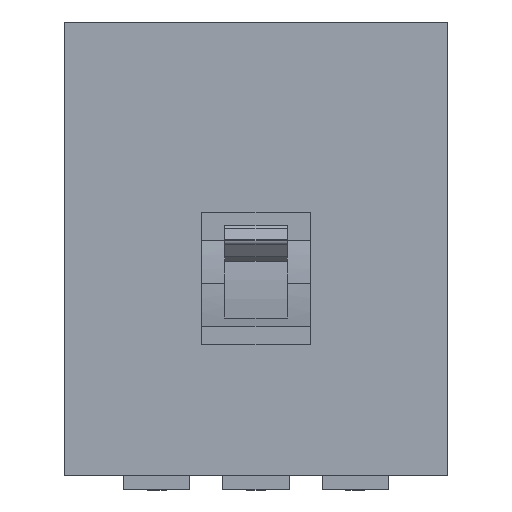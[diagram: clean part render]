
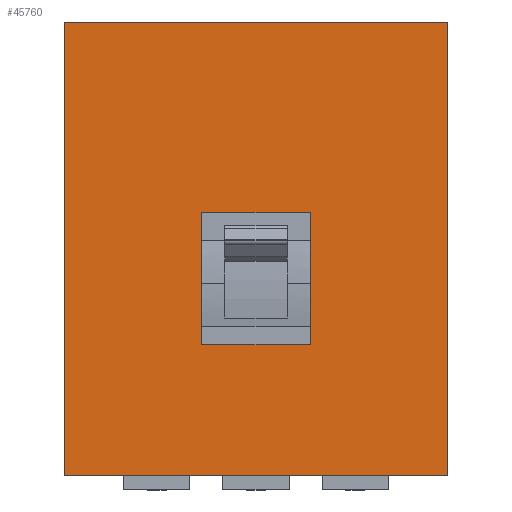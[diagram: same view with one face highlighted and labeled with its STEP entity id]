
A CAD part, top view. The second image highlights one B-rep face of the part: STEP entity #45760.
In plain terms, the highlighted planar face has unit normal (0, 0, 1).
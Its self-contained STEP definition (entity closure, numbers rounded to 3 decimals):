
#32020=CARTESIAN_POINT('',(406.,480.,-56.5));
#32030=VERTEX_POINT('',#32020);
#32180=CARTESIAN_POINT('',(406.,0.,-56.5));
#32190=VERTEX_POINT('',#32180);
#32220=CARTESIAN_POINT('',(406.,0.,-56.5));
#32230=DIRECTION('',(0.,-1.,0.));
#32240=VECTOR('',#32230,1.);
#32250=LINE('',#32220,#32240);
#32260=EDGE_CURVE('',#32030,#32190,#32250,.T.);
#32360=CARTESIAN_POINT('',(0.,0.,-56.5));
#32370=DIRECTION('',(0.,-1.,0.));
#32380=VECTOR('',#32370,1.);
#32390=LINE('',#32360,#32380);
#32400=CARTESIAN_POINT('',(0.,480.,-56.5));
#32410=VERTEX_POINT('',#32400);
#32420=CARTESIAN_POINT('',(0.,0.,-56.5));
#32430=VERTEX_POINT('',#32420);
#32440=EDGE_CURVE('',#32410,#32430,#32390,.T.);
#33160=CARTESIAN_POINT('',(0.,480.,-56.5));
#33170=DIRECTION('',(1.,0.,0.));
#33180=VECTOR('',#33170,1.);
#33190=LINE('',#33160,#33180);
#33200=EDGE_CURVE('',#32410,#32030,#33190,.T.);
#36600=CARTESIAN_POINT('',(0.,0.,-56.5));
#36610=DIRECTION('',(-1.,0.,0.));
#36620=VECTOR('',#36610,1.);
#36630=LINE('',#36600,#36620);
#36640=EDGE_CURVE('',#32190,#32430,#36630,.T.);
#39160=CARTESIAN_POINT('',(0.,138.,-56.5));
#39170=DIRECTION('',(1.,0.,0.));
#39180=VECTOR('',#39170,1.);
#39190=LINE('',#39160,#39180);
#39200=CARTESIAN_POINT('',(145.5,138.,-56.5));
#39210=VERTEX_POINT('',#39200);
#39220=CARTESIAN_POINT('',(260.5,138.,-56.5));
#39230=VERTEX_POINT('',#39220);
#39240=EDGE_CURVE('',#39210,#39230,#39190,.T.);
#39790=CARTESIAN_POINT('',(260.5,278.,-56.5));
#39800=VERTEX_POINT('',#39790);
#39830=CARTESIAN_POINT('',(260.5,0.,-56.5));
#39840=DIRECTION('',(0.,1.,0.));
#39850=VECTOR('',#39840,1.);
#39860=LINE('',#39830,#39850);
#39870=EDGE_CURVE('',#39230,#39800,#39860,.T.);
#40240=CARTESIAN_POINT('',(145.5,278.,-56.5));
#40250=VERTEX_POINT('',#40240);
#40280=CARTESIAN_POINT('',(0.,278.,-56.5));
#40290=DIRECTION('',(-1.,0.,0.));
#40300=VECTOR('',#40290,1.);
#40310=LINE('',#40280,#40300);
#40320=EDGE_CURVE('',#39800,#40250,#40310,.T.);
#40810=CARTESIAN_POINT('',(145.5,0.,-56.5));
#40820=DIRECTION('',(0.,1.,0.));
#40830=VECTOR('',#40820,1.);
#40840=LINE('',#40810,#40830);
#40850=EDGE_CURVE('',#39210,#40250,#40840,.T.);
#45590=CARTESIAN_POINT('',(406.,480.,-56.5));
#45600=DIRECTION('',(0.,0.,1.));
#45610=DIRECTION('',(0.,1.,0.));
#45620=AXIS2_PLACEMENT_3D('',#45590,#45600,#45610);
#45630=PLANE('',#45620);
#45640=ORIENTED_EDGE('',*,*,#40850,.T.);
#45650=ORIENTED_EDGE('',*,*,#39240,.F.);
#45660=ORIENTED_EDGE('',*,*,#39870,.F.);
#45670=ORIENTED_EDGE('',*,*,#40320,.F.);
#45680=EDGE_LOOP('',(#45670,#45660,#45650,#45640));
#45690=FACE_BOUND('',#45680,.T.);
#45700=ORIENTED_EDGE('',*,*,#36640,.F.);
#45710=ORIENTED_EDGE('',*,*,#32440,.T.);
#45720=ORIENTED_EDGE('',*,*,#33200,.F.);
#45730=ORIENTED_EDGE('',*,*,#32260,.F.);
#45740=EDGE_LOOP('',(#45730,#45720,#45710,#45700));
#45750=FACE_OUTER_BOUND('',#45740,.T.);
#45760=ADVANCED_FACE('',(#45690,#45750),#45630,.T.);
